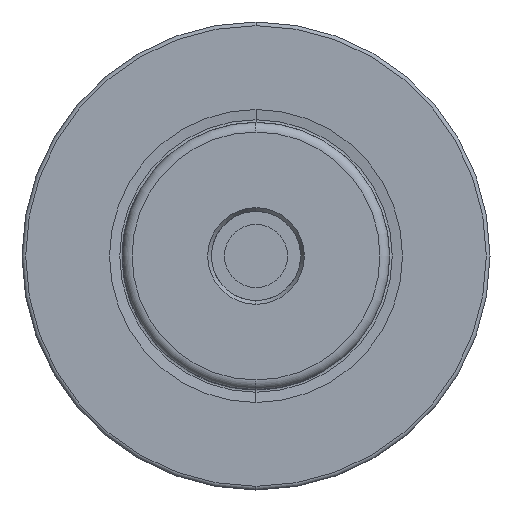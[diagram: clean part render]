
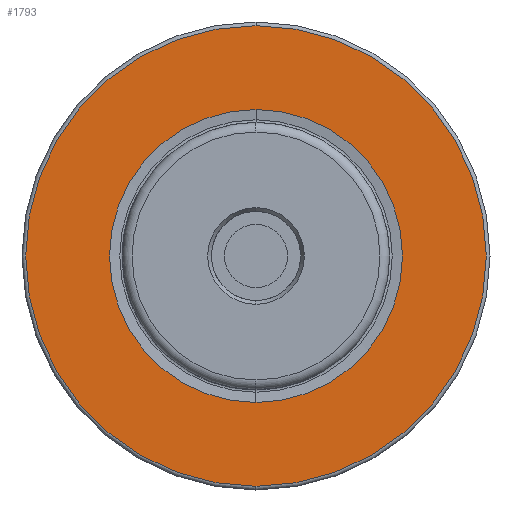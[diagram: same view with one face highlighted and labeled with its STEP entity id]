
A CAD part, left-side view. The second image highlights one B-rep face of the part: STEP entity #1793.
In plain terms, the highlighted planar face has unit normal (-1, 0, 0).
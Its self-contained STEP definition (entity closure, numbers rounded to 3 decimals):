
#327 = AXIS2_PLACEMENT_3D ( 'NONE', #2343, #5045, #1435 ) ;
#332 = FACE_BOUND ( 'NONE', #2945, .T. ) ;
#366 = DIRECTION ( 'NONE',  ( 0., 0., 1. ) ) ;
#1085 = AXIS2_PLACEMENT_3D ( 'NONE', #3120, #3179, #4948 ) ;
#1138 = CARTESIAN_POINT ( 'NONE',  ( 0., 0., -19.715 ) ) ;
#1276 = PLANE ( 'NONE',  #1085 ) ;
#1310 = ORIENTED_EDGE ( 'NONE', *, *, #1564, .F. ) ;
#1435 = DIRECTION ( 'NONE',  ( 0., 0., 1. ) ) ;
#1453 = CIRCLE ( 'NONE', #2233, 31. ) ;
#1564 = EDGE_CURVE ( 'NONE', #3174, #5276, #5404, .T. ) ;
#1706 = CIRCLE ( 'NONE', #327, 19.715 ) ;
#1793 = ADVANCED_FACE ( 'NONE', ( #332, #5901 ), #1276, .F. ) ;
#2061 = CARTESIAN_POINT ( 'NONE',  ( 0., 0., -31. ) ) ;
#2193 = AXIS2_PLACEMENT_3D ( 'NONE', #3708, #3232, #5921 ) ;
#2222 = DIRECTION ( 'NONE',  ( -1., 0., 0. ) ) ;
#2233 = AXIS2_PLACEMENT_3D ( 'NONE', #3546, #2222, #2634 ) ;
#2288 = EDGE_LOOP ( 'NONE', ( #5820, #3418 ) ) ;
#2343 = CARTESIAN_POINT ( 'NONE',  ( 0., 0., 0. ) ) ;
#2385 = VERTEX_POINT ( 'NONE', #2061 ) ;
#2634 = DIRECTION ( 'NONE',  ( 0., 0., 1. ) ) ;
#2869 = CARTESIAN_POINT ( 'NONE',  ( 0., 0., 19.715 ) ) ;
#2891 = EDGE_CURVE ( 'NONE', #2385, #3473, #1453, .T. ) ;
#2945 = EDGE_LOOP ( 'NONE', ( #3346, #1310 ) ) ;
#3120 = CARTESIAN_POINT ( 'NONE',  ( 0., 19.715, 0. ) ) ;
#3131 = DIRECTION ( 'NONE',  ( -1., 0., 0. ) ) ;
#3174 = VERTEX_POINT ( 'NONE', #1138 ) ;
#3179 = DIRECTION ( 'NONE',  ( 1., 0., 0. ) ) ;
#3219 = CARTESIAN_POINT ( 'NONE',  ( 0., 0., 0. ) ) ;
#3232 = DIRECTION ( 'NONE',  ( -1., 0., 0. ) ) ;
#3346 = ORIENTED_EDGE ( 'NONE', *, *, #4485, .F. ) ;
#3418 = ORIENTED_EDGE ( 'NONE', *, *, #2891, .T. ) ;
#3473 = VERTEX_POINT ( 'NONE', #4007 ) ;
#3546 = CARTESIAN_POINT ( 'NONE',  ( 0., 0., 0. ) ) ;
#3708 = CARTESIAN_POINT ( 'NONE',  ( 0., 0., 0. ) ) ;
#4007 = CARTESIAN_POINT ( 'NONE',  ( 0., 0., 31. ) ) ;
#4485 = EDGE_CURVE ( 'NONE', #5276, #3174, #1706, .T. ) ;
#4948 = DIRECTION ( 'NONE',  ( 0., 0., -1. ) ) ;
#4953 = CIRCLE ( 'NONE', #2193, 31. ) ;
#5045 = DIRECTION ( 'NONE',  ( -1., 0., 0. ) ) ;
#5123 = AXIS2_PLACEMENT_3D ( 'NONE', #3219, #3131, #366 ) ;
#5259 = EDGE_CURVE ( 'NONE', #3473, #2385, #4953, .T. ) ;
#5276 = VERTEX_POINT ( 'NONE', #2869 ) ;
#5404 = CIRCLE ( 'NONE', #5123, 19.715 ) ;
#5820 = ORIENTED_EDGE ( 'NONE', *, *, #5259, .T. ) ;
#5901 = FACE_OUTER_BOUND ( 'NONE', #2288, .T. ) ;
#5921 = DIRECTION ( 'NONE',  ( 0., 0., 1. ) ) ;
